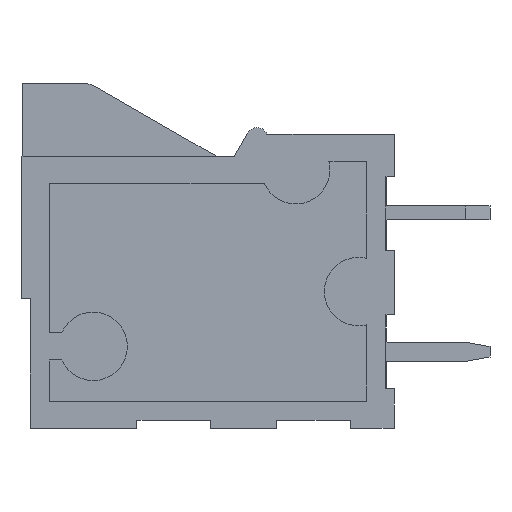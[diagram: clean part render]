
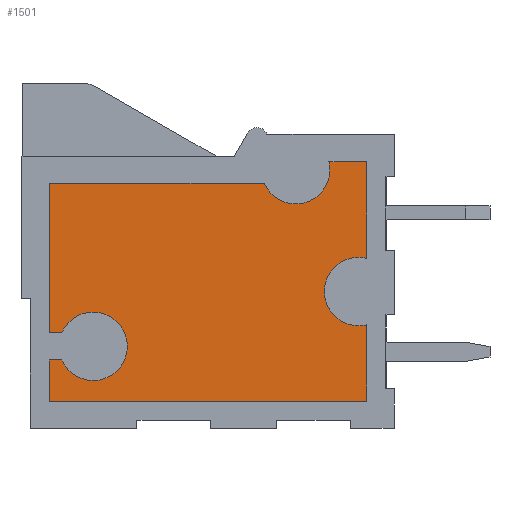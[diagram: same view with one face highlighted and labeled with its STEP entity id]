
A CAD part, left-side view. The second image highlights one B-rep face of the part: STEP entity #1501.
In plain terms, the highlighted planar face has unit normal (-1, 0, 0).
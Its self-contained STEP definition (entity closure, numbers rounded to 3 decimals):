
#99 = EDGE_CURVE('',#100,#102,#104,.T.);
#100 = VERTEX_POINT('',#101);
#101 = CARTESIAN_POINT('',(1.5,12.146,-10.1));
#102 = VERTEX_POINT('',#103);
#103 = CARTESIAN_POINT('',(1.5,11.,-10.85));
#104 = CIRCLE('',#105,1.25);
#105 = AXIS2_PLACEMENT_3D('',#106,#107,#108);
#106 = CARTESIAN_POINT('',(1.5,11.,-9.6));
#107 = DIRECTION('',(-1.,0.,0.));
#108 = DIRECTION('',(0.,0.,1.));
#142 = EDGE_CURVE('',#102,#143,#145,.T.);
#143 = VERTEX_POINT('',#144);
#144 = CARTESIAN_POINT('',(1.5,11.,-8.35));
#145 = CIRCLE('',#146,1.25);
#146 = AXIS2_PLACEMENT_3D('',#147,#148,#149);
#147 = CARTESIAN_POINT('',(1.5,11.,-9.6));
#148 = DIRECTION('',(-1.,0.,0.));
#149 = DIRECTION('',(0.,0.,1.));
#174 = EDGE_CURVE('',#175,#177,#179,.T.);
#175 = VERTEX_POINT('',#176);
#176 = CARTESIAN_POINT('',(1.5,1.3,-6.35));
#177 = VERTEX_POINT('',#178);
#178 = CARTESIAN_POINT('',(1.5,1.3,-8.85));
#179 = CIRCLE('',#180,1.25);
#180 = AXIS2_PLACEMENT_3D('',#181,#182,#183);
#181 = CARTESIAN_POINT('',(1.5,1.3,-7.6));
#182 = DIRECTION('',(-1.,0.,0.));
#183 = DIRECTION('',(0.,0.,1.));
#216 = EDGE_CURVE('',#217,#175,#219,.T.);
#217 = VERTEX_POINT('',#218);
#218 = CARTESIAN_POINT('',(1.5,1.,-6.387));
#219 = CIRCLE('',#220,1.25);
#220 = AXIS2_PLACEMENT_3D('',#221,#222,#223);
#221 = CARTESIAN_POINT('',(1.5,1.3,-7.6));
#222 = DIRECTION('',(-1.,0.,0.));
#223 = DIRECTION('',(0.,0.,1.));
#1229 = EDGE_CURVE('',#177,#1230,#1232,.T.);
#1230 = VERTEX_POINT('',#1231);
#1231 = CARTESIAN_POINT('',(1.5,1.,-8.813));
#1232 = CIRCLE('',#1233,1.25);
#1233 = AXIS2_PLACEMENT_3D('',#1234,#1235,#1236);
#1234 = CARTESIAN_POINT('',(1.5,1.3,-7.6));
#1235 = DIRECTION('',(-1.,0.,0.));
#1236 = DIRECTION('',(0.,0.,1.));
#1255 = EDGE_CURVE('',#1256,#1230,#1258,.T.);
#1256 = VERTEX_POINT('',#1257);
#1257 = CARTESIAN_POINT('',(1.5,1.,-11.6));
#1258 = LINE('',#1259,#1260);
#1259 = CARTESIAN_POINT('',(1.5,1.,0.));
#1260 = VECTOR('',#1261,1.);
#1261 = DIRECTION('',(0.,0.,1.));
#1279 = EDGE_CURVE('',#1280,#1256,#1282,.T.);
#1280 = VERTEX_POINT('',#1281);
#1281 = CARTESIAN_POINT('',(1.5,12.6,-11.6));
#1282 = LINE('',#1283,#1284);
#1283 = CARTESIAN_POINT('',(1.5,0.,-11.6));
#1284 = VECTOR('',#1285,1.);
#1285 = DIRECTION('',(0.,-1.,0.));
#1303 = EDGE_CURVE('',#1280,#1304,#1306,.T.);
#1304 = VERTEX_POINT('',#1305);
#1305 = CARTESIAN_POINT('',(1.5,12.6,-10.1));
#1306 = LINE('',#1307,#1308);
#1307 = CARTESIAN_POINT('',(1.5,12.6,0.));
#1308 = VECTOR('',#1309,1.);
#1309 = DIRECTION('',(0.,0.,1.));
#1327 = EDGE_CURVE('',#1304,#100,#1328,.T.);
#1328 = LINE('',#1329,#1330);
#1329 = CARTESIAN_POINT('',(1.5,0.,-10.1));
#1330 = VECTOR('',#1331,1.);
#1331 = DIRECTION('',(0.,-1.,0.));
#1343 = EDGE_CURVE('',#143,#1344,#1346,.T.);
#1344 = VERTEX_POINT('',#1345);
#1345 = CARTESIAN_POINT('',(1.5,12.146,-9.1));
#1346 = CIRCLE('',#1347,1.25);
#1347 = AXIS2_PLACEMENT_3D('',#1348,#1349,#1350);
#1348 = CARTESIAN_POINT('',(1.5,11.,-9.6));
#1349 = DIRECTION('',(-1.,0.,0.));
#1350 = DIRECTION('',(0.,0.,1.));
#1369 = EDGE_CURVE('',#1370,#1344,#1372,.T.);
#1370 = VERTEX_POINT('',#1371);
#1371 = CARTESIAN_POINT('',(1.5,12.6,-9.1));
#1372 = LINE('',#1373,#1374);
#1373 = CARTESIAN_POINT('',(1.5,0.,-9.1));
#1374 = VECTOR('',#1375,1.);
#1375 = DIRECTION('',(0.,-1.,0.));
#1393 = EDGE_CURVE('',#1370,#1394,#1396,.T.);
#1394 = VERTEX_POINT('',#1395);
#1395 = CARTESIAN_POINT('',(1.5,12.6,-3.65));
#1396 = LINE('',#1397,#1398);
#1397 = CARTESIAN_POINT('',(1.5,12.6,0.));
#1398 = VECTOR('',#1399,1.);
#1399 = DIRECTION('',(0.,0.,1.));
#1417 = EDGE_CURVE('',#1418,#1394,#1420,.T.);
#1418 = VERTEX_POINT('',#1419);
#1419 = CARTESIAN_POINT('',(1.5,4.746,-3.65));
#1420 = LINE('',#1421,#1422);
#1421 = CARTESIAN_POINT('',(1.5,0.,-3.65));
#1422 = VECTOR('',#1423,1.);
#1423 = DIRECTION('',(0.,1.,0.));
#1441 = EDGE_CURVE('',#1418,#1442,#1444,.T.);
#1442 = VERTEX_POINT('',#1443);
#1443 = CARTESIAN_POINT('',(1.5,2.387,-2.85));
#1444 = CIRCLE('',#1445,1.25);
#1445 = AXIS2_PLACEMENT_3D('',#1446,#1447,#1448);
#1446 = CARTESIAN_POINT('',(1.5,3.6,-3.15));
#1447 = DIRECTION('',(-1.,0.,0.));
#1448 = DIRECTION('',(0.,0.,1.));
#1466 = EDGE_CURVE('',#1442,#1467,#1469,.T.);
#1467 = VERTEX_POINT('',#1468);
#1468 = CARTESIAN_POINT('',(1.5,1.,-2.85));
#1469 = LINE('',#1470,#1471);
#1470 = CARTESIAN_POINT('',(1.5,0.,-2.85));
#1471 = VECTOR('',#1472,1.);
#1472 = DIRECTION('',(0.,-1.,0.));
#1490 = EDGE_CURVE('',#217,#1467,#1491,.T.);
#1491 = LINE('',#1492,#1493);
#1492 = CARTESIAN_POINT('',(1.5,1.,0.));
#1493 = VECTOR('',#1494,1.);
#1494 = DIRECTION('',(0.,0.,1.));
#1501 = ADVANCED_FACE('',(#1502),#1520,.T.);
#1502 = FACE_BOUND('',#1503,.T.);
#1503 = EDGE_LOOP('',(#1504,#1505,#1506,#1507,#1508,#1509,#1510,#1511,
    #1512,#1513,#1514,#1515,#1516,#1517,#1518,#1519));
#1504 = ORIENTED_EDGE('',*,*,#216,.F.);
#1505 = ORIENTED_EDGE('',*,*,#1490,.T.);
#1506 = ORIENTED_EDGE('',*,*,#1466,.F.);
#1507 = ORIENTED_EDGE('',*,*,#1441,.F.);
#1508 = ORIENTED_EDGE('',*,*,#1417,.T.);
#1509 = ORIENTED_EDGE('',*,*,#1393,.F.);
#1510 = ORIENTED_EDGE('',*,*,#1369,.T.);
#1511 = ORIENTED_EDGE('',*,*,#1343,.F.);
#1512 = ORIENTED_EDGE('',*,*,#142,.F.);
#1513 = ORIENTED_EDGE('',*,*,#99,.F.);
#1514 = ORIENTED_EDGE('',*,*,#1327,.F.);
#1515 = ORIENTED_EDGE('',*,*,#1303,.F.);
#1516 = ORIENTED_EDGE('',*,*,#1279,.T.);
#1517 = ORIENTED_EDGE('',*,*,#1255,.T.);
#1518 = ORIENTED_EDGE('',*,*,#1229,.F.);
#1519 = ORIENTED_EDGE('',*,*,#174,.F.);
#1520 = PLANE('',#1521);
#1521 = AXIS2_PLACEMENT_3D('',#1522,#1523,#1524);
#1522 = CARTESIAN_POINT('',(1.5,0.,0.));
#1523 = DIRECTION('',(-1.,0.,0.));
#1524 = DIRECTION('',(0.,0.,1.));
